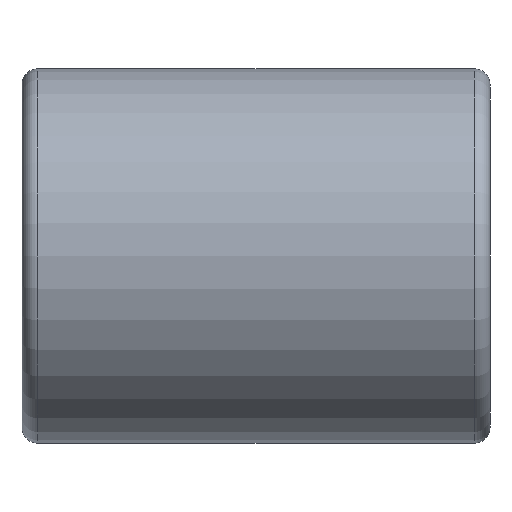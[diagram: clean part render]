
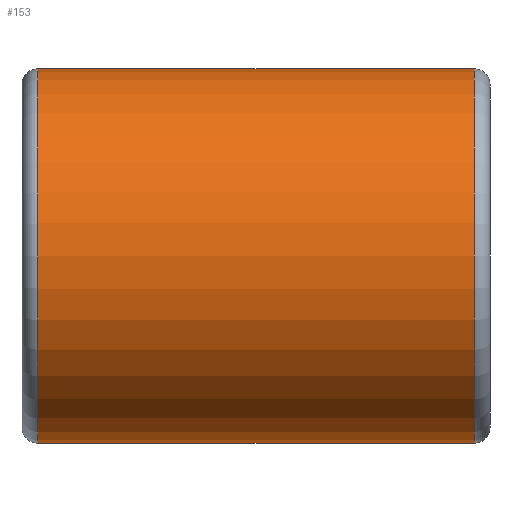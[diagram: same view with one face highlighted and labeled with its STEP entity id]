
A CAD part, left-side view. The second image highlights one B-rep face of the part: STEP entity #153.
In plain terms, the highlighted cylindrical face has radius 6 mm (diameter 12 mm), a partial arc.
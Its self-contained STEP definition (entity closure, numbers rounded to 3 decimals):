
#31 = VERTEX_POINT ( 'NONE', #388 ) ;
#62 = CIRCLE ( 'NONE', #354, 6. ) ;
#66 = CIRCLE ( 'NONE', #137, 6. ) ;
#95 = ORIENTED_EDGE ( 'NONE', *, *, #112, .F. ) ;
#100 = VECTOR ( 'NONE', #289, 1000. ) ;
#112 = EDGE_CURVE ( 'NONE', #207, #31, #281, .T. ) ;
#123 = EDGE_CURVE ( 'NONE', #207, #338, #66, .T. ) ;
#130 = EDGE_CURVE ( 'NONE', #285, #31, #62, .T. ) ;
#137 = AXIS2_PLACEMENT_3D ( 'NONE', #328, #330, #340 ) ;
#153 = ADVANCED_FACE ( 'NONE', ( #295 ), #255, .T. ) ;
#166 = CARTESIAN_POINT ( 'NONE',  ( 0., 7., 6. ) ) ;
#181 = ORIENTED_EDGE ( 'NONE', *, *, #123, .T. ) ;
#185 = CARTESIAN_POINT ( 'NONE',  ( 0., -7., 6. ) ) ;
#207 = VERTEX_POINT ( 'NONE', #395 ) ;
#227 = VECTOR ( 'NONE', #423, 1000. ) ;
#250 = EDGE_CURVE ( 'NONE', #338, #285, #425, .T. ) ;
#255 = CYLINDRICAL_SURFACE ( 'NONE', #399, 6. ) ;
#270 = EDGE_LOOP ( 'NONE', ( #95, #181, #433, #347 ) ) ;
#281 = LINE ( 'NONE', #288, #100 ) ;
#285 = VERTEX_POINT ( 'NONE', #166 ) ;
#288 = CARTESIAN_POINT ( 'NONE',  ( 0., 33.565, -6. ) ) ;
#289 = DIRECTION ( 'NONE',  ( 0., 1., 0. ) ) ;
#295 = FACE_OUTER_BOUND ( 'NONE', #270, .T. ) ;
#328 = CARTESIAN_POINT ( 'NONE',  ( 0., -7., 0. ) ) ;
#330 = DIRECTION ( 'NONE',  ( 0., 1., 0. ) ) ;
#338 = VERTEX_POINT ( 'NONE', #185 ) ;
#340 = DIRECTION ( 'NONE',  ( 0., 0., 1. ) ) ;
#347 = ORIENTED_EDGE ( 'NONE', *, *, #130, .T. ) ;
#349 = CARTESIAN_POINT ( 'NONE',  ( 0., 7., 0. ) ) ;
#351 = DIRECTION ( 'NONE',  ( 0., -1., 0. ) ) ;
#354 = AXIS2_PLACEMENT_3D ( 'NONE', #349, #351, #363 ) ;
#363 = DIRECTION ( 'NONE',  ( 0., 0., -1. ) ) ;
#365 = CARTESIAN_POINT ( 'NONE',  ( 0., 33.565, 0. ) ) ;
#381 = DIRECTION ( 'NONE',  ( 0., 1., 0. ) ) ;
#382 = DIRECTION ( 'NONE',  ( 0., 0., 1. ) ) ;
#388 = CARTESIAN_POINT ( 'NONE',  ( 0., 7., -6. ) ) ;
#395 = CARTESIAN_POINT ( 'NONE',  ( 0., -7., -6. ) ) ;
#399 = AXIS2_PLACEMENT_3D ( 'NONE', #365, #381, #382 ) ;
#423 = DIRECTION ( 'NONE',  ( 0., 1., 0. ) ) ;
#425 = LINE ( 'NONE', #447, #227 ) ;
#433 = ORIENTED_EDGE ( 'NONE', *, *, #250, .T. ) ;
#447 = CARTESIAN_POINT ( 'NONE',  ( 0., 33.565, 6. ) ) ;
